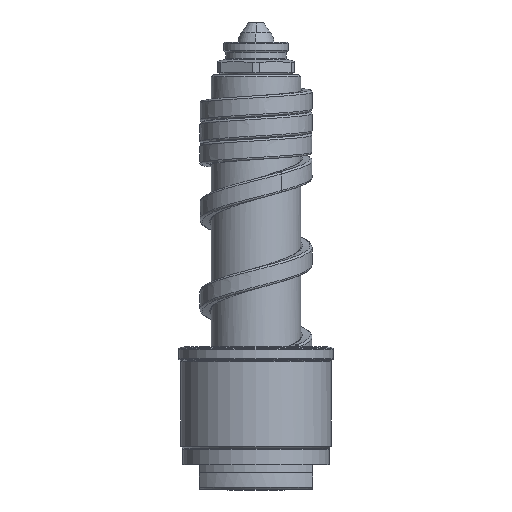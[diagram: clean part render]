
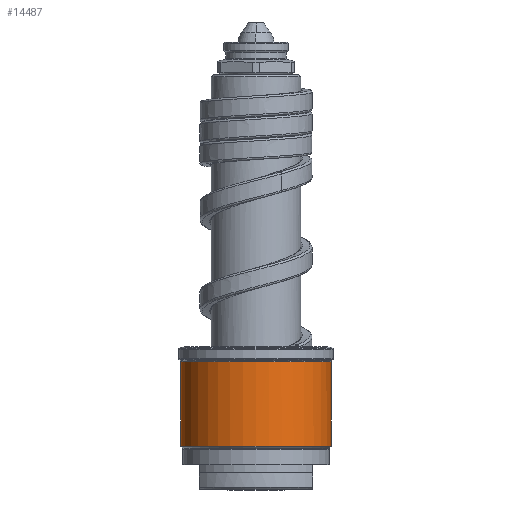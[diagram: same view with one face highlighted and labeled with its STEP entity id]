
A CAD part, front view. The second image highlights one B-rep face of the part: STEP entity #14487.
In plain terms, the highlighted cylindrical face has radius 18.5 mm (diameter 37 mm), a partial arc.
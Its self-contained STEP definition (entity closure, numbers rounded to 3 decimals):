
#3656=DIRECTION('',(0.,0.,1.));
#3657=VECTOR('',#3656,20.834);
#3658=CARTESIAN_POINT('',(18.5,0.,10.583));
#3659=LINE('',#3658,#3657);
#3678=CARTESIAN_POINT('',(0.,0.,10.583));
#3679=DIRECTION('',(0.,0.,1.));
#3680=DIRECTION('',(-1.,0.,0.));
#3681=AXIS2_PLACEMENT_3D('',#3678,#3679,#3680);
#5054=DIRECTION('',(0.,0.,1.));
#5055=VECTOR('',#5054,20.834);
#5056=CARTESIAN_POINT('',(-18.5,0.,10.583));
#5057=LINE('',#5056,#5055);
#5058=CARTESIAN_POINT('',(0.,0.,31.417));
#5059=DIRECTION('',(0.,0.,-1.));
#5060=DIRECTION('',(1.,0.,0.));
#5061=AXIS2_PLACEMENT_3D('',#5058,#5059,#5060);
#5063=CARTESIAN_POINT('',(0.,0.,31.417));
#5064=DIRECTION('',(0.,0.,-1.));
#5065=DIRECTION('',(1.,-0.008,0.));
#5066=AXIS2_PLACEMENT_3D('',#5063,#5064,#5065);
#5787=CARTESIAN_POINT('',(18.499,-0.152,
31.417));
#5788=CARTESIAN_POINT('',(-18.5,0.,31.417));
#5789=VERTEX_POINT('',#5787);
#5790=VERTEX_POINT('',#5788);
#5791=CARTESIAN_POINT('',(18.5,0.,31.417));
#5792=VERTEX_POINT('',#5791);
#5793=CARTESIAN_POINT('',(-18.5,0.,10.583));
#5794=CARTESIAN_POINT('',(18.5,0.,10.583));
#5795=VERTEX_POINT('',#5793);
#5796=VERTEX_POINT('',#5794);
#14473=CARTESIAN_POINT('',(0.,0.,8.75));
#14474=DIRECTION('',(0.,0.,1.));
#14475=DIRECTION('',(-1.,0.,0.));
#14476=AXIS2_PLACEMENT_3D('',#14473,#14474,#14475);
#14477=CYLINDRICAL_SURFACE('',#14476,18.5);
#14478=ORIENTED_EDGE('',*,*,#12693,.F.);
#14479=ORIENTED_EDGE('',*,*,#12674,.T.);
#14481=ORIENTED_EDGE('',*,*,#14480,.F.);
#14483=ORIENTED_EDGE('',*,*,#14482,.F.);
#14484=ORIENTED_EDGE('',*,*,#12668,.F.);
#14485=EDGE_LOOP('',(#14478,#14479,#14481,#14483,#14484));
#14486=FACE_OUTER_BOUND('',#14485,.F.);
#3682=CIRCLE('',#3681,18.5);
#5062=CIRCLE('',#5061,18.5);
#5067=CIRCLE('',#5066,18.5);
#12668=EDGE_CURVE('',#5796,#5792,#3659,.T.);
#12674=EDGE_CURVE('',#5795,#5790,#5057,.T.);
#12693=EDGE_CURVE('',#5795,#5796,#3682,.T.);
#14480=EDGE_CURVE('',#5789,#5790,#5067,.T.);
#14482=EDGE_CURVE('',#5792,#5789,#5062,.T.);
#14487=ADVANCED_FACE('',(#14486),#14477,.T.);
